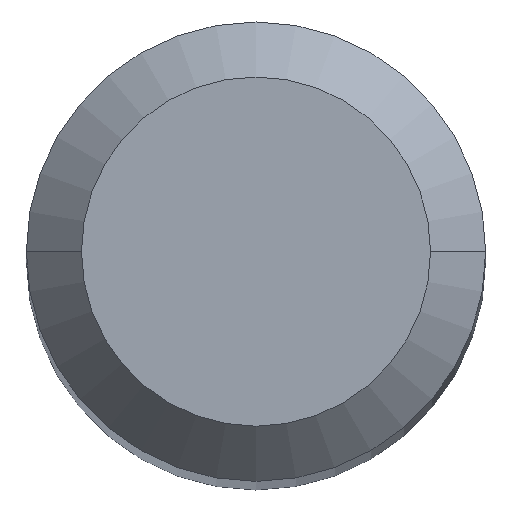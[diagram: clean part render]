
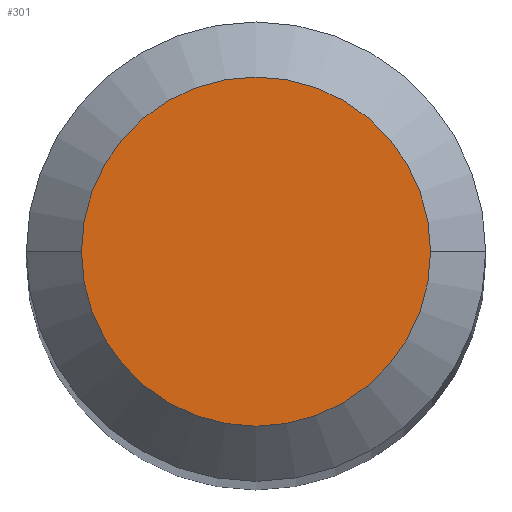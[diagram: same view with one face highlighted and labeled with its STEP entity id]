
A CAD part, top view. The second image highlights one B-rep face of the part: STEP entity #301.
In plain terms, the highlighted planar face has unit normal (0, 0, 1).
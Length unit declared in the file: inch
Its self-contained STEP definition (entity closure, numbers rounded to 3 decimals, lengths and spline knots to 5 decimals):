
#4 = AXIS2_PLACEMENT_3D ( 'NONE', #91, #127, #51 ) ;
#16 = DIRECTION ( 'NONE',  ( 1., 0., 0. ) ) ;
#51 = DIRECTION ( 'NONE',  ( -1., 0., 0. ) ) ;
#58 = ORIENTED_EDGE ( 'NONE', *, *, #391, .T. ) ;
#69 = ORIENTED_EDGE ( 'NONE', *, *, #112, .T. ) ;
#88 = AXIS2_PLACEMENT_3D ( 'NONE', #411, #337, #16 ) ;
#91 = CARTESIAN_POINT ( 'NONE',  ( 0., 0.0475, 0. ) ) ;
#112 = EDGE_CURVE ( 'NONE', #169, #375, #219, .T. ) ;
#127 = DIRECTION ( 'NONE',  ( 0., 0., -1. ) ) ;
#167 = EDGE_LOOP ( 'NONE', ( #58, #69 ) ) ;
#169 = VERTEX_POINT ( 'NONE', #294 ) ;
#177 = CIRCLE ( 'NONE', #88, 0.0475 ) ;
#219 = CIRCLE ( 'NONE', #283, 0.0475 ) ;
#228 = FACE_OUTER_BOUND ( 'NONE', #167, .T. ) ;
#283 = AXIS2_PLACEMENT_3D ( 'NONE', #361, #439, #333 ) ;
#294 = CARTESIAN_POINT ( 'NONE',  ( 0.0475, 0., 0. ) ) ;
#301 = ADVANCED_FACE ( 'NONE', ( #228 ), #377, .F. ) ;
#302 = CARTESIAN_POINT ( 'NONE',  ( -0.0475, 0., 0. ) ) ;
#333 = DIRECTION ( 'NONE',  ( 1., 0., 0. ) ) ;
#337 = DIRECTION ( 'NONE',  ( 0., 0., 1. ) ) ;
#361 = CARTESIAN_POINT ( 'NONE',  ( 0., 0., 0. ) ) ;
#375 = VERTEX_POINT ( 'NONE', #302 ) ;
#377 = PLANE ( 'NONE',  #4 ) ;
#391 = EDGE_CURVE ( 'NONE', #375, #169, #177, .T. ) ;
#411 = CARTESIAN_POINT ( 'NONE',  ( 0., 0., 0. ) ) ;
#439 = DIRECTION ( 'NONE',  ( 0., 0., 1. ) ) ;
